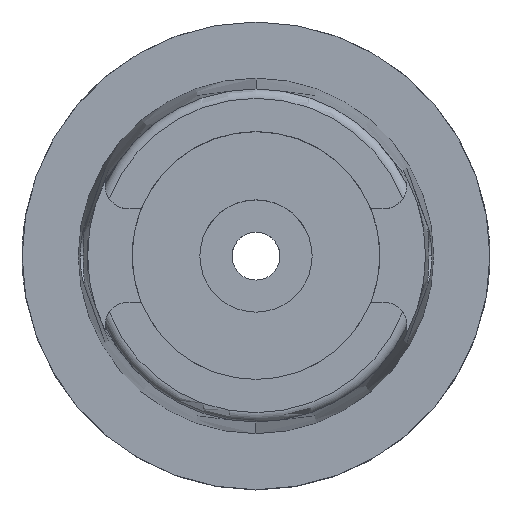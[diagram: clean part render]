
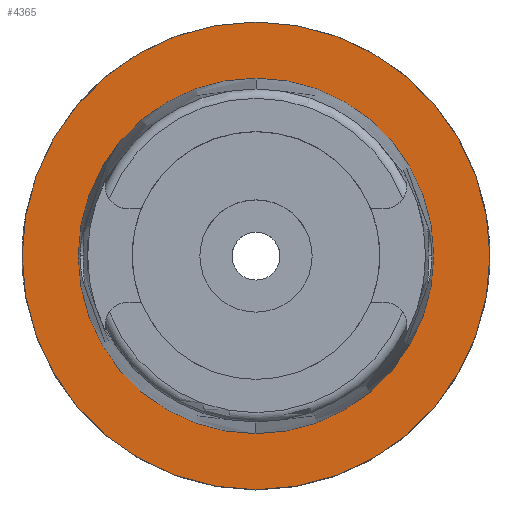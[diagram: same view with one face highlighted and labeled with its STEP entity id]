
A CAD part, top view. The second image highlights one B-rep face of the part: STEP entity #4365.
In plain terms, the highlighted planar face has unit normal (0, 0, 1).
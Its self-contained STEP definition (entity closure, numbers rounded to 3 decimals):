
#2201=CARTESIAN_POINT('',(0.,0.,0.));
#2202=DIRECTION('',(0.,0.,-1.));
#2203=DIRECTION('',(0.,-1.,0.));
#2204=AXIS2_PLACEMENT_3D('',#2201,#2202,#2203);
#2209=CARTESIAN_POINT('',(0.,0.,0.));
#2210=DIRECTION('',(0.,0.,-1.));
#2211=DIRECTION('',(0.,1.,0.));
#2212=AXIS2_PLACEMENT_3D('',#2209,#2210,#2211);
#2217=CARTESIAN_POINT('',(0.,0.,0.));
#2218=DIRECTION('',(0.,0.,1.));
#2219=DIRECTION('',(0.,-1.,0.));
#2220=AXIS2_PLACEMENT_3D('',#2217,#2218,#2219);
#2225=CARTESIAN_POINT('',(0.,0.,0.));
#2226=DIRECTION('',(0.,0.,1.));
#2227=DIRECTION('',(0.,1.,0.));
#2228=AXIS2_PLACEMENT_3D('',#2225,#2226,#2227);
#2395=CARTESIAN_POINT('',(0.,38.,0.));
#2396=VERTEX_POINT('',#2395);
#2397=CARTESIAN_POINT('',(0.,-38.,0.));
#2398=VERTEX_POINT('',#2397);
#2474=CARTESIAN_POINT('',(0.,-50.,0.));
#2475=CARTESIAN_POINT('',(0.,50.,0.));
#2476=VERTEX_POINT('',#2474);
#2477=VERTEX_POINT('',#2475);
#4352=CARTESIAN_POINT('',(0.,0.,0.));
#4353=DIRECTION('',(0.,0.,-1.));
#4354=DIRECTION('',(0.,-1.,0.));
#4355=AXIS2_PLACEMENT_3D('',#4352,#4353,#4354);
#4356=PLANE('',#4355);
#4357=ORIENTED_EDGE('',*,*,#4117,.T.);
#4358=ORIENTED_EDGE('',*,*,#4226,.T.);
#4359=EDGE_LOOP('',(#4357,#4358));
#4360=FACE_OUTER_BOUND('',#4359,.F.);
#4361=ORIENTED_EDGE('',*,*,#2747,.T.);
#4362=ORIENTED_EDGE('',*,*,#2848,.T.);
#4363=EDGE_LOOP('',(#4361,#4362));
#4364=FACE_BOUND('',#4363,.F.);
#2205=CIRCLE('',#2204,50.);
#2213=CIRCLE('',#2212,50.);
#2221=CIRCLE('',#2220,38.);
#2229=CIRCLE('',#2228,38.);
#2747=EDGE_CURVE('',#2398,#2396,#2221,.T.);
#2848=EDGE_CURVE('',#2396,#2398,#2229,.T.);
#4117=EDGE_CURVE('',#2476,#2477,#2205,.T.);
#4226=EDGE_CURVE('',#2477,#2476,#2213,.T.);
#4365=ADVANCED_FACE('',(#4360,#4364),#4356,.F.);
